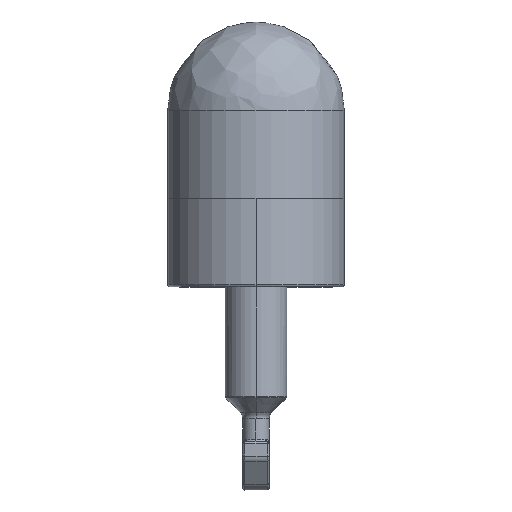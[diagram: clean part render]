
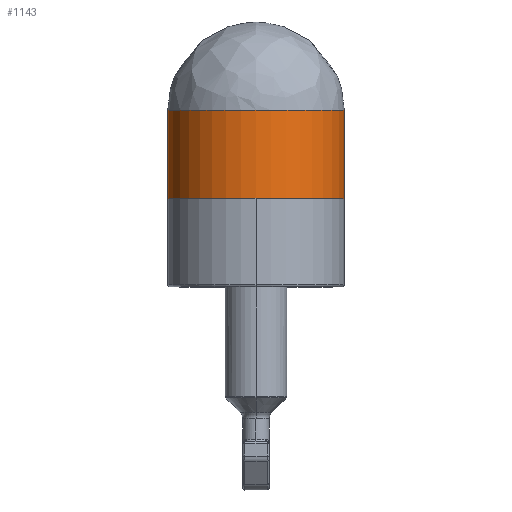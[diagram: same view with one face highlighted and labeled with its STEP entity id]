
A CAD part, top view. The second image highlights one B-rep face of the part: STEP entity #1143.
In plain terms, the highlighted cylindrical face has radius 20 mm (diameter 40 mm), a partial arc.
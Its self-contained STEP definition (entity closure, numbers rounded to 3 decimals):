
#248 = EDGE_LOOP ( 'NONE', ( #1798, #1618, #6780, #15779, #15437 ) ) ;
#577 = VERTEX_POINT ( 'NONE', #15004 ) ;
#590 = DIRECTION ( 'NONE',  ( 0., 0., -1. ) ) ;
#773 = DIRECTION ( 'NONE',  ( 0., -1., 0. ) ) ;
#841 = DIRECTION ( 'NONE',  ( 0., 0., -1. ) ) ;
#1007 = CARTESIAN_POINT ( 'NONE',  ( 13.229, 20., -15. ) ) ;
#1143 = ADVANCED_FACE ( 'NONE', ( #19513 ), #4662, .T. ) ;
#1618 = ORIENTED_EDGE ( 'NONE', *, *, #8507, .T. ) ;
#1798 = ORIENTED_EDGE ( 'NONE', *, *, #7922, .T. ) ;
#3043 = DIRECTION ( 'NONE',  ( 0., 1., 0. ) ) ;
#3668 = VECTOR ( 'NONE', #3043, 1000. ) ;
#4187 = LINE ( 'NONE', #18118, #3668 ) ;
#4646 = VERTEX_POINT ( 'NONE', #14443 ) ;
#4662 = CYLINDRICAL_SURFACE ( 'NONE', #5115, 20. ) ;
#4997 = DIRECTION ( 'NONE',  ( 0., -1., 0. ) ) ;
#5115 = AXIS2_PLACEMENT_3D ( 'NONE', #9080, #773, #841 ) ;
#5740 = EDGE_CURVE ( 'NONE', #577, #13167, #12817, .T. ) ;
#6192 = CARTESIAN_POINT ( 'NONE',  ( 0., 20., 0. ) ) ;
#6333 = AXIS2_PLACEMENT_3D ( 'NONE', #6192, #17831, #7862 ) ;
#6780 = ORIENTED_EDGE ( 'NONE', *, *, #8497, .F. ) ;
#7862 = DIRECTION ( 'NONE',  ( 0., 0., -1. ) ) ;
#7922 = EDGE_CURVE ( 'NONE', #13167, #4646, #12236, .T. ) ;
#8021 = VERTEX_POINT ( 'NONE', #1007 ) ;
#8139 = CARTESIAN_POINT ( 'NONE',  ( 0., 20., 0. ) ) ;
#8497 = EDGE_CURVE ( 'NONE', #12246, #8021, #21431, .T. ) ;
#8507 = EDGE_CURVE ( 'NONE', #4646, #8021, #4187, .T. ) ;
#8810 = EDGE_CURVE ( 'NONE', #577, #12246, #17968, .T. ) ;
#9080 = CARTESIAN_POINT ( 'NONE',  ( 0., 0., 0. ) ) ;
#9848 = DIRECTION ( 'NONE',  ( 0., 0., -1. ) ) ;
#10602 = DIRECTION ( 'NONE',  ( 0., 1., 0. ) ) ;
#12236 = CIRCLE ( 'NONE', #12892, 20. ) ;
#12246 = VERTEX_POINT ( 'NONE', #13274 ) ;
#12817 = LINE ( 'NONE', #16628, #17225 ) ;
#12892 = AXIS2_PLACEMENT_3D ( 'NONE', #20571, #10602, #590 ) ;
#13167 = VERTEX_POINT ( 'NONE', #17544 ) ;
#13274 = CARTESIAN_POINT ( 'NONE',  ( 0., 20., 20. ) ) ;
#13907 = AXIS2_PLACEMENT_3D ( 'NONE', #8139, #19821, #9848 ) ;
#14443 = CARTESIAN_POINT ( 'NONE',  ( 13.229, 0., -15. ) ) ;
#15004 = CARTESIAN_POINT ( 'NONE',  ( -13.229, 20., -15. ) ) ;
#15437 = ORIENTED_EDGE ( 'NONE', *, *, #5740, .T. ) ;
#15779 = ORIENTED_EDGE ( 'NONE', *, *, #8810, .F. ) ;
#16628 = CARTESIAN_POINT ( 'NONE',  ( -13.229, -2.9, -15. ) ) ;
#17225 = VECTOR ( 'NONE', #4997, 1000. ) ;
#17544 = CARTESIAN_POINT ( 'NONE',  ( -13.229, 0., -15. ) ) ;
#17831 = DIRECTION ( 'NONE',  ( 0., 1., 0. ) ) ;
#17968 = CIRCLE ( 'NONE', #6333, 20. ) ;
#18118 = CARTESIAN_POINT ( 'NONE',  ( 13.229, -2.9, -15. ) ) ;
#19513 = FACE_OUTER_BOUND ( 'NONE', #248, .T. ) ;
#19821 = DIRECTION ( 'NONE',  ( 0., 1., 0. ) ) ;
#20571 = CARTESIAN_POINT ( 'NONE',  ( 0., 0., 0. ) ) ;
#21431 = CIRCLE ( 'NONE', #13907, 20. ) ;
